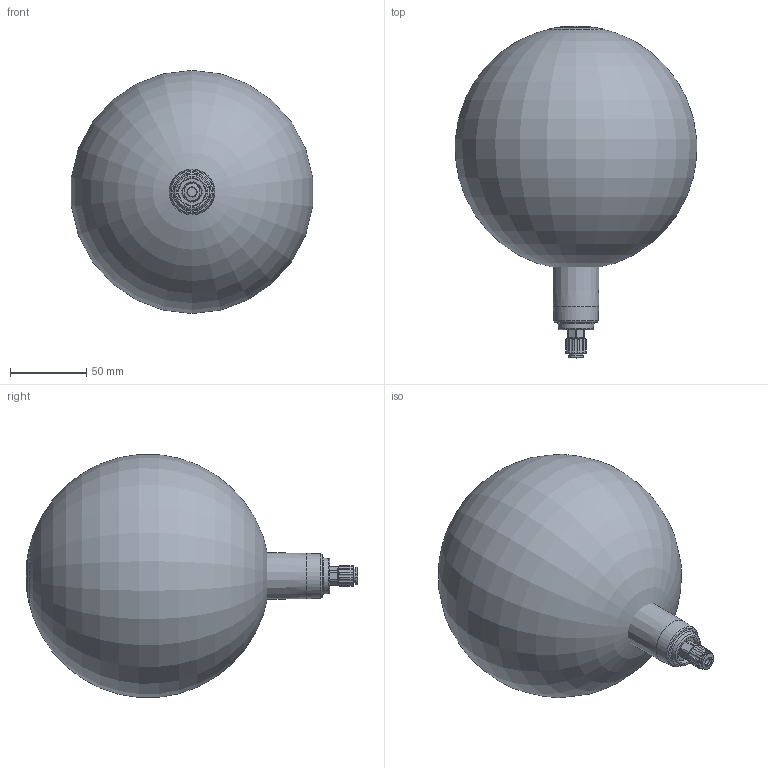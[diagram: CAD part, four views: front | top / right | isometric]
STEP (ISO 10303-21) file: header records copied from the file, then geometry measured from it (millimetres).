
FILE_DESCRIPTION(/* description */ ('STEP AP214'),/* implementation_level */ '2;1');
FILE_NAME(/* name */ '8098257_MS4-LFR-1_4-D6-C-P-M-AG-BAR-B',/* time_stamp */ '2024-09-04T10:15:02+02:00',/* author */ ('License CC BY-ND 4.0'),/* organization */ ('CADENAS'),/* preprocessor_version */ 'ST-DEVELOPER v19.3',/* originating_system */ 'PARTsolutions',/* authorisation */ ' ');
FILE_SCHEMA (('AUTOMOTIVE_DESIGN { 1 0 10303 214 3 1 1 }','AUTOMOTIVE_DESIGN {1 0 10303 214 3 1 1}'));
Length unit declared in the file: millimetre
Products named in the file (1): 8098257 MS4-LFR-1/4-D6-C-P-M-AG-BAR-B---(high)
Bounding box: 158.4 x 218.01 x 159.56 mm (x, y, z)
Volume: 1917883.4 mm3; surface area: 114766.5 mm2
Topology: 1 solids, 1 shells, 478 faces, 1286 edges, 840 vertices
Faces by surface type: plane 222, cylinder 205, cone 30, torus 21
Full cylindrical faces by diameter (mm): 6 x5, 7.5 x1, 8.72 x1, 11.445 x2, 27.9 x1
Entity records: 18374 total; most frequent: CARTESIAN_POINT 3045, DIRECTION 2518, ORIENTED_EDGE 2490, EDGE_CURVE 1245, AXIS2_PLACEMENT_3D 936, VERTEX_POINT 833, LINE 646, VECTOR 646
